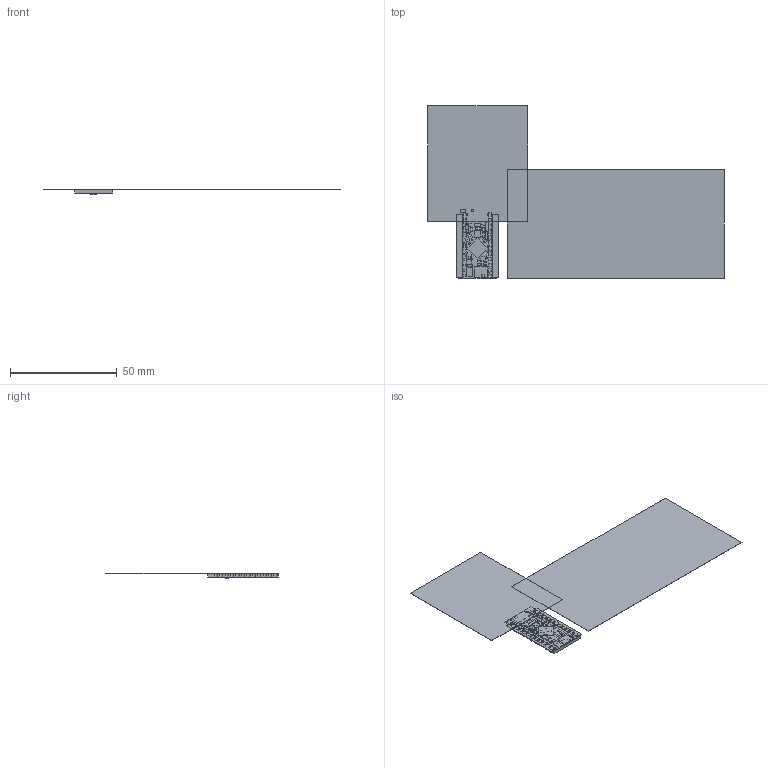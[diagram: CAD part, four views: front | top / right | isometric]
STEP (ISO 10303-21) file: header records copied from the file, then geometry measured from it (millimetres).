
FILE_DESCRIPTION(/* description */ (''),/* implementation_level */ '2;1');
FILE_NAME(/* name */ '7bb996b1-1500-47dc-9994-33f19c263737.stp',/* time_stamp */ '2021-02-04T21:09:28+00:00',/* author */ (''),/* organization */ (''),/* preprocessor_version */ 'ST-DEVELOPER v18.1',/* originating_system */ 'Autodesk Translation Framework v9.7.1.1290',/* authorisation */ '');
FILE_SCHEMA (('AUTOMOTIVE_DESIGN { 1 0 10303 214 3 1 1 }'));
Length unit declared in the file: millimetre
Products named in the file (63): 7bb996b1-1500-47dc-9994-33f19c263737; PCB Component; Board; 1.0uF; 2.2k; Yellow; OSHW-LOGOMINI; 32U4; FIDUCIAL1X2; 6V 0.5A; 3A/10V/280mV; 3.3V; 10uF; Reset; SFE_LOGO_NAME_FLAME.1_INCH; 16MHz; QWIIC_RIGHT_ANGLE; 45; TX2; 104; MICRO1; PRO0; 156; 164; 218; 317; 515; 614; 713; 812; 911; A07; A18; A29; A310; RX20; GND4; RST3; 145; QWIIC_LOGO_4MM ...
Assembly tree (106 placements, depth 3):
  7bb996b1-1500-47dc-9994-33f19c263737
    PCB Component
      Board
      1.0uF  x7
      2.2k  x10
      Yellow  x3
      OSHW-LOGOMINI
      32U4
      FIDUCIAL1X2  x2
      6V 0.5A
      3A/10V/280mV
      3.3V
      10uF  x2
      Reset
      SFE_LOGO_NAME_FLAME.1_INCH
      16MHz
      QWIIC_RIGHT_ANGLE
      45  x2
      TX2  x2
      104  x2
      MICRO1
      PRO0
      156  x2
      164  x2
      218  x2
      317  x2
      515  x2
      614  x2
      713  x2
      812  x2
      911  x2
      A07  x2
      A18  x2
      A29  x2
      A310  x2
      RX20  x2
      GND4  x2
      RST3
      145  x2
      QWIIC_LOGO_4MM
      R9
      RAW5  x2
      T8
      RST3 (1)  x2
      GND4 (1)  x2
      1X12_CASTELLATED  x2
      C5
      MICRO4
      PRO3
      QWIIC_LOGO_6MM
      3V39
      USB_SOLDER_PADS
      G1
      V0
      #17230
      #17231
      SFE_LOGO_FLAME.1_INCH
      PWR0
      5V1  x3
      VCC1
Bounding box: 138.96 x 80.76 x 2.4 mm (x, y, z)
Volume: 1690.3 mm3; surface area: 18121.9 mm2
Topology: 105 solids, 105 shells, 779 faces, 1707 edges, 1138 vertices
Faces by surface type: plane 662, cylinder 117
Full cylindrical faces by diameter (mm): 0.305 x58, 0.381 x1, 0.65 x2, 0.85 x24
Entity records: 17295 total; most frequent: DIRECTION 2781, CARTESIAN_POINT 2649, ORIENTED_EDGE 2358, EDGE_CURVE 1179, LINE 945, VECTOR 945, AXIS2_PLACEMENT_3D 918, VERTEX_POINT 786
